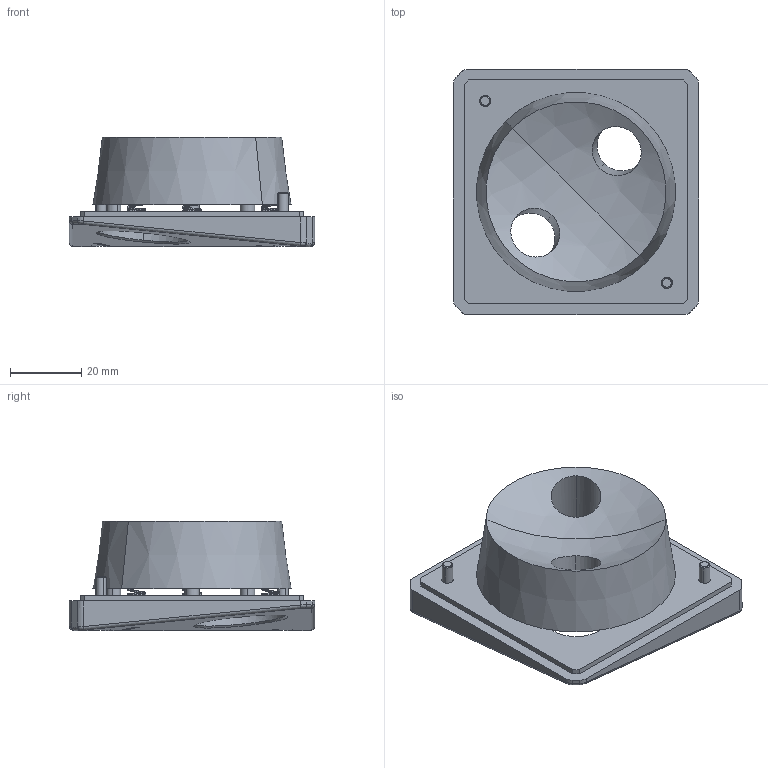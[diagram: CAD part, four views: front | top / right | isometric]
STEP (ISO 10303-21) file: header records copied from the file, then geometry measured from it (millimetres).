
FILE_DESCRIPTION (( 'STEP AP214' ), '1' );
FILE_NAME ('19.11.04_4P13_IS Dual Port WEB.STEP', '2019-11-04T13:43:24', ( '' ), ( '' ), 'SwSTEP 2.0', 'SolidWorks 2018', '' );
FILE_SCHEMA (( 'AUTOMOTIVE_DESIGN' ));
Length unit declared in the file: millimetre
Products named in the file (1): 19.11.04_4P13_IS Dual Port WEB
Bounding box: 68.8 x 68.8 x 30.75 mm (x, y, z)
Volume: 58427.6 mm3; surface area: 21997.6 mm2
Topology: 10 solids, 10 shells, 823 faces, 2184 edges, 1412 vertices
Faces by surface type: plane 597, cylinder 92, cone 66, bspline 40, torus 26, sphere 2
Entity records: 42664 total; most frequent: CARTESIAN_POINT 13461, ORIENTED_EDGE 4360, DIRECTION 3859, EDGE_CURVE 2180, VECTOR 1657, LINE 1657, VERTEX_POINT 1412, AXIS2_PLACEMENT_3D 1101
